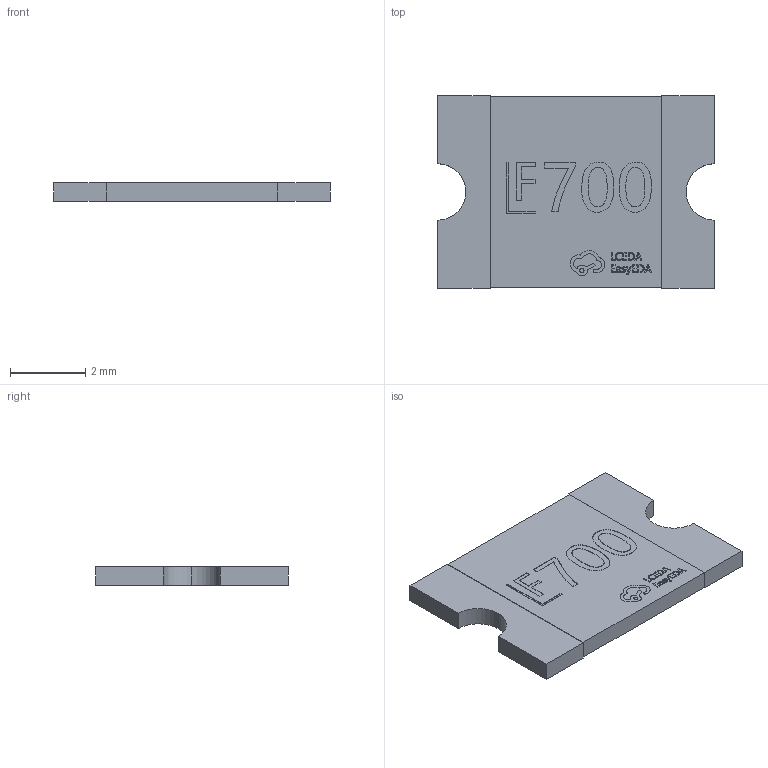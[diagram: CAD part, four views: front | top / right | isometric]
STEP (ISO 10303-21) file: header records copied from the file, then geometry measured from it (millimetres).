
FILE_DESCRIPTION (( 'STEP AP214' ), '1' );
FILE_NAME ('F2920-1.step', '2022-06-28T10:38:07', ( '' ), ( '' ), 'SwSTEP 2.0', 'SolidWorks 2020', '' );
FILE_SCHEMA (( 'AUTOMOTIVE_DESIGN' ));
Length unit declared in the file: millimetre
Products named in the file (1): F2920-1
Bounding box: 7.36 x 5.12 x 0.5 mm (x, y, z)
Volume: 17.4 mm3; surface area: 85.2 mm2
Topology: 1 solids, 1 shells, 351 faces, 942 edges, 628 vertices
Faces by surface type: plane 216, bspline 132, cylinder 3
Entity records: 16006 total; most frequent: CARTESIAN_POINT 5598, ORIENTED_EDGE 1884, DIRECTION 1120, EDGE_CURVE 942, LINE 668, VECTOR 668, VERTEX_POINT 628, EDGE_LOOP 386
